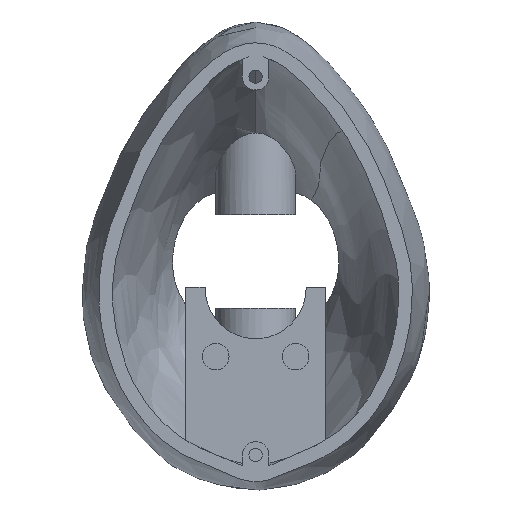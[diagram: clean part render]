
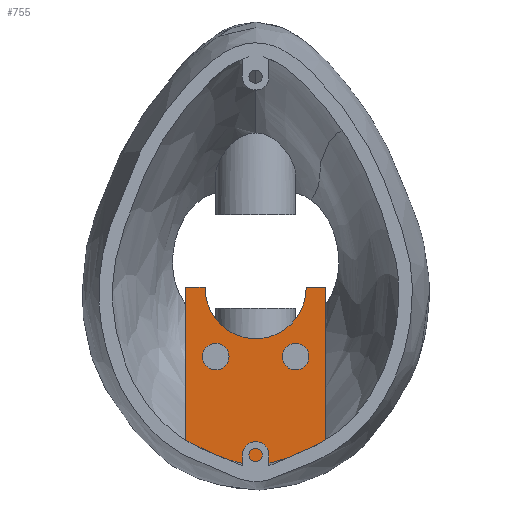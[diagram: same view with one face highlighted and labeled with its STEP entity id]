
A CAD part, front view. The second image highlights one B-rep face of the part: STEP entity #755.
In plain terms, the highlighted planar face has unit normal (0, -1, 0).
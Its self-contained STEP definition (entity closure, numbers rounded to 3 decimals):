
#31=PLANE('',#824);
#50=FACE_BOUND('',#260,.T.);
#51=FACE_BOUND('',#261,.T.);
#87=LINE('',#8544,#135);
#88=LINE('',#8545,#136);
#89=LINE('',#8547,#137);
#90=LINE('',#8548,#138);
#135=VECTOR('',#948,10.);
#136=VECTOR('',#949,10.);
#137=VECTOR('',#950,10.);
#138=VECTOR('',#951,10.);
#161=CIRCLE('',#814,1.);
#163=CIRCLE('',#818,1.);
#166=CIRCLE('',#823,3.8);
#207=FACE_OUTER_BOUND('',#259,.T.);
#259=EDGE_LOOP('',(#640,#641,#642,#643,#644,#645));
#260=EDGE_LOOP('',(#646));
#261=EDGE_LOOP('',(#647));
#312=B_SPLINE_CURVE_WITH_KNOTS('',3,(#8378,#8379,#8380,#8381,#8382,#8383,
#8384,#8385,#8386,#8387,#8388,#8389,#8390,#8391),.UNSPECIFIED.,.F.,.F.,
(4,2,2,2,2,2,4),(-1.372,-1.08,-0.947,
-0.679,-0.335,-0.162,-0.06),
 .UNSPECIFIED.);
#359=VERTEX_POINT('',#8376);
#360=VERTEX_POINT('',#8377);
#376=VERTEX_POINT('',#8520);
#378=VERTEX_POINT('',#8527);
#381=VERTEX_POINT('',#8535);
#383=VERTEX_POINT('',#8539);
#384=VERTEX_POINT('',#8543);
#385=VERTEX_POINT('',#8546);
#440=EDGE_CURVE('',#359,#360,#312,.T.);
#467=EDGE_CURVE('',#376,#376,#161,.T.);
#470=EDGE_CURVE('',#378,#378,#163,.T.);
#476=EDGE_CURVE('',#381,#383,#166,.T.);
#477=EDGE_CURVE('',#383,#384,#87,.T.);
#478=EDGE_CURVE('',#384,#360,#88,.T.);
#479=EDGE_CURVE('',#385,#359,#89,.T.);
#480=EDGE_CURVE('',#385,#381,#90,.T.);
#640=ORIENTED_EDGE('',*,*,#476,.T.);
#641=ORIENTED_EDGE('',*,*,#477,.T.);
#642=ORIENTED_EDGE('',*,*,#478,.T.);
#643=ORIENTED_EDGE('',*,*,#440,.F.);
#644=ORIENTED_EDGE('',*,*,#479,.F.);
#645=ORIENTED_EDGE('',*,*,#480,.T.);
#646=ORIENTED_EDGE('',*,*,#467,.T.);
#647=ORIENTED_EDGE('',*,*,#470,.T.);
#755=ADVANCED_FACE('',(#207,#50,#51),#31,.T.);
#814=AXIS2_PLACEMENT_3D('',#8521,#922,#923);
#818=AXIS2_PLACEMENT_3D('',#8528,#931,#932);
#823=AXIS2_PLACEMENT_3D('',#8541,#944,#945);
#824=AXIS2_PLACEMENT_3D('',#8542,#946,#947);
#922=DIRECTION('center_axis',(0.,1.,0.));
#923=DIRECTION('ref_axis',(1.,0.,0.));
#931=DIRECTION('center_axis',(0.,1.,0.));
#932=DIRECTION('ref_axis',(1.,0.,0.));
#944=DIRECTION('center_axis',(0.,1.,0.));
#945=DIRECTION('ref_axis',(1.,0.,0.));
#946=DIRECTION('center_axis',(0.,-1.,0.));
#947=DIRECTION('ref_axis',(-1.,0.,0.));
#948=DIRECTION('',(-1.,0.,0.));
#949=DIRECTION('',(0.,0.,-1.));
#950=DIRECTION('',(0.,0.,-1.));
#951=DIRECTION('',(-1.,0.,0.));
#8376=CARTESIAN_POINT('',(5.25,-16.742,-11.448));
#8377=CARTESIAN_POINT('',(-5.25,-16.742,-11.448));
#8378=CARTESIAN_POINT('Ctrl Pts',(5.25,-16.742,-11.448));
#8379=CARTESIAN_POINT('Ctrl Pts',(4.522,-16.742,-11.881));
#8380=CARTESIAN_POINT('Ctrl Pts',(3.7,-16.742,-12.245));
#8381=CARTESIAN_POINT('Ctrl Pts',(2.63,-16.742,-12.678));
#8382=CARTESIAN_POINT('Ctrl Pts',(2.269,-16.742,-12.814));
#8383=CARTESIAN_POINT('Ctrl Pts',(1.213,-16.742,-13.15));
#8384=CARTESIAN_POINT('Ctrl Pts',(0.586,-16.742,-13.267));
#8385=CARTESIAN_POINT('Ctrl Pts',(-0.895,-16.742,
-13.249));
#8386=CARTESIAN_POINT('Ctrl Pts',(-1.715,-16.742,-13.032));
#8387=CARTESIAN_POINT('Ctrl Pts',(-3.246,-16.742,-12.435));
#8388=CARTESIAN_POINT('Ctrl Pts',(-3.857,-16.742,-12.17));
#8389=CARTESIAN_POINT('Ctrl Pts',(-4.664,-16.742,-11.777));
#8390=CARTESIAN_POINT('Ctrl Pts',(-4.96,-16.742,-11.621));
#8391=CARTESIAN_POINT('Ctrl Pts',(-5.25,-16.742,-11.448));
#8520=CARTESIAN_POINT('',(-4.,-16.742,-5.138));
#8521=CARTESIAN_POINT('Origin',(-3.,-16.742,-5.138));
#8527=CARTESIAN_POINT('',(2.,-16.742,-5.138));
#8528=CARTESIAN_POINT('Origin',(3.,-16.742,-5.138));
#8535=CARTESIAN_POINT('',(3.8,-16.742,0.058));
#8539=CARTESIAN_POINT('',(-3.8,-16.742,0.058));
#8541=CARTESIAN_POINT('Origin',(0.,-16.742,0.));
#8542=CARTESIAN_POINT('Origin',(5.25,-16.742,0.058));
#8543=CARTESIAN_POINT('',(-5.25,-16.742,0.058));
#8544=CARTESIAN_POINT('',(5.25,-16.742,0.058));
#8545=CARTESIAN_POINT('',(-5.25,-16.742,0.058));
#8546=CARTESIAN_POINT('',(5.25,-16.742,0.058));
#8547=CARTESIAN_POINT('',(5.25,-16.742,0.058));
#8548=CARTESIAN_POINT('',(5.25,-16.742,0.058));
